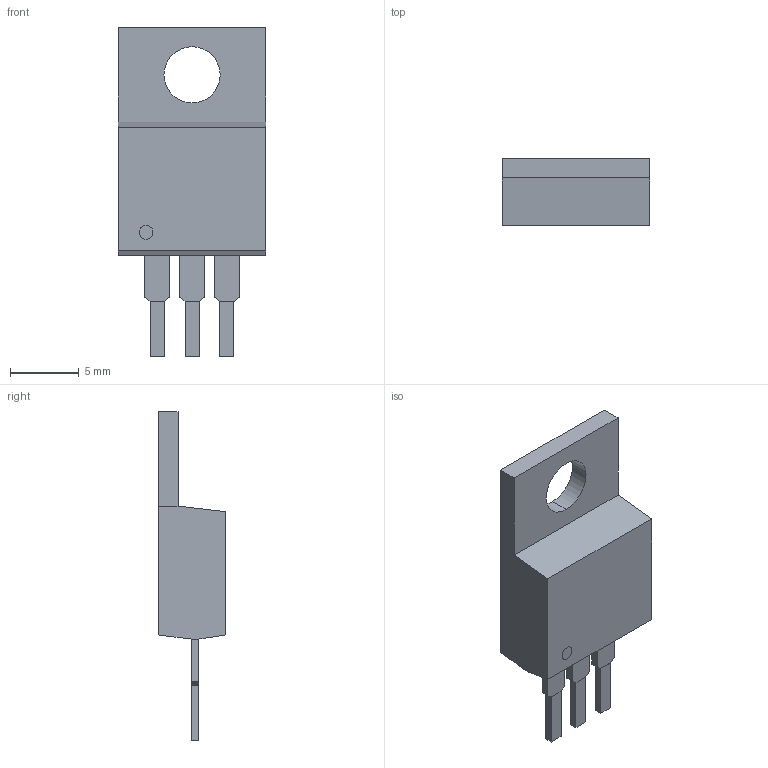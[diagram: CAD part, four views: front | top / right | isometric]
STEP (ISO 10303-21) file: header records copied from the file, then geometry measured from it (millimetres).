
FILE_DESCRIPTION (( 'STEP AP214' ), '1' );
FILE_NAME ('User Library-TO-220AB.STEP', '2015-04-16T03:48:51', ( 'Windows User' ), ( '' ), 'SwSTEP 2.0', 'SolidWorks 2015', '' );
FILE_SCHEMA (( 'AUTOMOTIVE_DESIGN' ));
Length unit declared in the file: millimetre
Products named in the file (10): User Library-TO-220AB_Cut001; User Library-TO-220AB_Cylinder002; User Library-TO-220AB_Chamfer005; User Library-TO-220AB_Chamfer004; User Library-TO-220AB_Chamfer003; User Library-TO-220AB_Cut; User Library-TO-220AB_Box006; User Library-TO-220AB_Box004; User Library-TO-220AB_Box002; User Library-TO-220AB
Assembly tree (9 placements, depth 2):
  User Library-TO-220AB
    User Library-TO-220AB_Box002
    User Library-TO-220AB_Box004
    User Library-TO-220AB_Box006
    User Library-TO-220AB_Cut
    User Library-TO-220AB_Chamfer003
    User Library-TO-220AB_Chamfer004
    User Library-TO-220AB_Chamfer005
    User Library-TO-220AB_Cylinder002
    User Library-TO-220AB_Cut001
Bounding box: 10.67 x 4.83 x 23.86 mm (x, y, z)
Volume: 584 mm3; surface area: 673.3 mm2
Topology: 9 solids, 9 shells, 66 faces, 141 edges, 94 vertices
Faces by surface type: plane 60, cylinder 6
Entity records: 2905 total; most frequent: CARTESIAN_POINT 313, DIRECTION 309, ORIENTED_EDGE 282, EDGE_CURVE 141, VECTOR 129, LINE 129, UNCERTAINTY_MEASURE_WITH_UNIT 94, VERTEX_POINT 94
